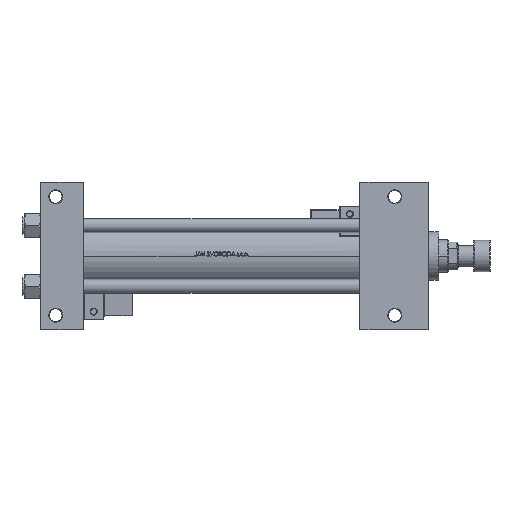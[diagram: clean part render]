
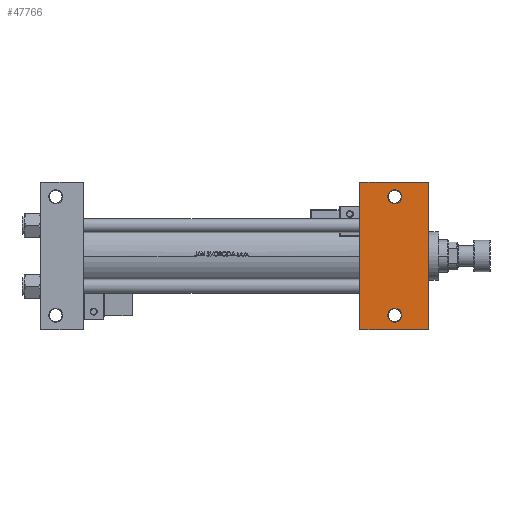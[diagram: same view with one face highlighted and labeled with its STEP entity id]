
A CAD part, front view. The second image highlights one B-rep face of the part: STEP entity #47766.
In plain terms, the highlighted face is planar.
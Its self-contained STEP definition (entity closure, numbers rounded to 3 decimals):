
#208 = CARTESIAN_POINT ( 'NONE',  ( 334., -63.5, -37.5 ) ) ;
#443 = VERTEX_POINT ( 'NONE', #208 ) ;
#2128 = EDGE_CURVE ( 'NONE', #3552, #443, #40230, .T. ) ;
#2799 = DIRECTION ( 'NONE',  ( 0., -1., 0. ) ) ;
#3552 = VERTEX_POINT ( 'NONE', #7120 ) ;
#5317 = CARTESIAN_POINT ( 'NONE',  ( 275., -63.5, -37.5 ) ) ;
#5933 = EDGE_CURVE ( 'NONE', #443, #52096, #29120, .T. ) ;
#7120 = CARTESIAN_POINT ( 'NONE',  ( 334., 63.5, -37.5 ) ) ;
#7164 = CARTESIAN_POINT ( 'NONE',  ( 305., -51., -37.5 ) ) ;
#8635 = FACE_BOUND ( 'NONE', #16266, .T. ) ;
#8695 = ORIENTED_EDGE ( 'NONE', *, *, #2128, .T. ) ;
#9160 = EDGE_LOOP ( 'NONE', ( #23965, #27016, #8695, #20771 ) ) ;
#9353 = CARTESIAN_POINT ( 'NONE',  ( 275., 63.5, -37.5 ) ) ;
#10230 = LINE ( 'NONE', #18663, #12426 ) ;
#12337 = PLANE ( 'NONE',  #32776 ) ;
#12426 = VECTOR ( 'NONE', #2799, 1000. ) ;
#12466 = DIRECTION ( 'NONE',  ( -1., 0., 0. ) ) ;
#13372 = LINE ( 'NONE', #14407, #37479 ) ;
#13898 = CARTESIAN_POINT ( 'NONE',  ( 311., -51., -37.5 ) ) ;
#14129 = AXIS2_PLACEMENT_3D ( 'NONE', #21785, #40797, #25480 ) ;
#14407 = CARTESIAN_POINT ( 'NONE',  ( 275., 63.5, -37.5 ) ) ;
#14658 = ORIENTED_EDGE ( 'NONE', *, *, #48265, .T. ) ;
#15566 = VERTEX_POINT ( 'NONE', #9353 ) ;
#15687 = EDGE_CURVE ( 'NONE', #39101, #24166, #29802, .T. ) ;
#15702 = CIRCLE ( 'NONE', #21614, 6. ) ;
#16266 = EDGE_LOOP ( 'NONE', ( #26690, #31551 ) ) ;
#17074 = DIRECTION ( 'NONE',  ( 0., 0., -1. ) ) ;
#18663 = CARTESIAN_POINT ( 'NONE',  ( 275., 37.5, -37.5 ) ) ;
#20771 = ORIENTED_EDGE ( 'NONE', *, *, #5933, .T. ) ;
#21181 = CARTESIAN_POINT ( 'NONE',  ( 305., 51., -37.5 ) ) ;
#21614 = AXIS2_PLACEMENT_3D ( 'NONE', #7164, #47576, #35936 ) ;
#21785 = CARTESIAN_POINT ( 'NONE',  ( 305., -51., -37.5 ) ) ;
#21819 = VECTOR ( 'NONE', #47135, 1000. ) ;
#22185 = AXIS2_PLACEMENT_3D ( 'NONE', #47095, #46584, #34175 ) ;
#23965 = ORIENTED_EDGE ( 'NONE', *, *, #44052, .F. ) ;
#24166 = VERTEX_POINT ( 'NONE', #51871 ) ;
#24627 = CARTESIAN_POINT ( 'NONE',  ( 275., -63.5, -37.5 ) ) ;
#24896 = DIRECTION ( 'NONE',  ( -1., 0., 0. ) ) ;
#25265 = FACE_BOUND ( 'NONE', #45066, .T. ) ;
#25480 = DIRECTION ( 'NONE',  ( -1., 0., 0. ) ) ;
#26690 = ORIENTED_EDGE ( 'NONE', *, *, #44334, .T. ) ;
#27016 = ORIENTED_EDGE ( 'NONE', *, *, #34513, .T. ) ;
#29120 = LINE ( 'NONE', #24627, #37092 ) ;
#29802 = CIRCLE ( 'NONE', #22185, 6. ) ;
#30515 = DIRECTION ( 'NONE',  ( 1., 0., 0. ) ) ;
#31001 = CARTESIAN_POINT ( 'NONE',  ( 334., 37.5, -37.5 ) ) ;
#31551 = ORIENTED_EDGE ( 'NONE', *, *, #41209, .T. ) ;
#31835 = CIRCLE ( 'NONE', #14129, 6. ) ;
#32410 = DIRECTION ( 'NONE',  ( -1., 0., 0. ) ) ;
#32776 = AXIS2_PLACEMENT_3D ( 'NONE', #44569, #17074, #32410 ) ;
#33398 = VERTEX_POINT ( 'NONE', #13898 ) ;
#34175 = DIRECTION ( 'NONE',  ( -1., 0., 0. ) ) ;
#34513 = EDGE_CURVE ( 'NONE', #15566, #3552, #13372, .T. ) ;
#34835 = VERTEX_POINT ( 'NONE', #46850 ) ;
#35936 = DIRECTION ( 'NONE',  ( -1., 0., 0. ) ) ;
#37092 = VECTOR ( 'NONE', #24896, 1000. ) ;
#37140 = FACE_OUTER_BOUND ( 'NONE', #9160, .T. ) ;
#37479 = VECTOR ( 'NONE', #30515, 1000. ) ;
#37771 = CIRCLE ( 'NONE', #45344, 6. ) ;
#39101 = VERTEX_POINT ( 'NONE', #46019 ) ;
#40230 = LINE ( 'NONE', #31001, #21819 ) ;
#40797 = DIRECTION ( 'NONE',  ( 0., 0., 1. ) ) ;
#41209 = EDGE_CURVE ( 'NONE', #33398, #34835, #15702, .T. ) ;
#44052 = EDGE_CURVE ( 'NONE', #15566, #52096, #10230, .T. ) ;
#44189 = DIRECTION ( 'NONE',  ( 0., 0., 1. ) ) ;
#44334 = EDGE_CURVE ( 'NONE', #34835, #33398, #31835, .T. ) ;
#44569 = CARTESIAN_POINT ( 'NONE',  ( 334., 37.5, -37.5 ) ) ;
#45066 = EDGE_LOOP ( 'NONE', ( #14658, #50473 ) ) ;
#45344 = AXIS2_PLACEMENT_3D ( 'NONE', #21181, #44189, #12466 ) ;
#46019 = CARTESIAN_POINT ( 'NONE',  ( 311., 51., -37.5 ) ) ;
#46584 = DIRECTION ( 'NONE',  ( 0., 0., 1. ) ) ;
#46850 = CARTESIAN_POINT ( 'NONE',  ( 299., -51., -37.5 ) ) ;
#47095 = CARTESIAN_POINT ( 'NONE',  ( 305., 51., -37.5 ) ) ;
#47135 = DIRECTION ( 'NONE',  ( 0., -1., 0. ) ) ;
#47576 = DIRECTION ( 'NONE',  ( 0., 0., 1. ) ) ;
#47766 = ADVANCED_FACE ( 'NONE', ( #25265, #8635, #37140 ), #12337, .T. ) ;
#48265 = EDGE_CURVE ( 'NONE', #24166, #39101, #37771, .T. ) ;
#50473 = ORIENTED_EDGE ( 'NONE', *, *, #15687, .T. ) ;
#51871 = CARTESIAN_POINT ( 'NONE',  ( 299., 51., -37.5 ) ) ;
#52096 = VERTEX_POINT ( 'NONE', #5317 ) ;
